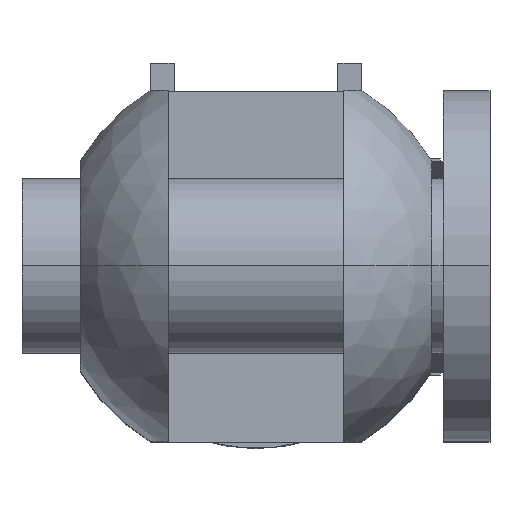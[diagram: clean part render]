
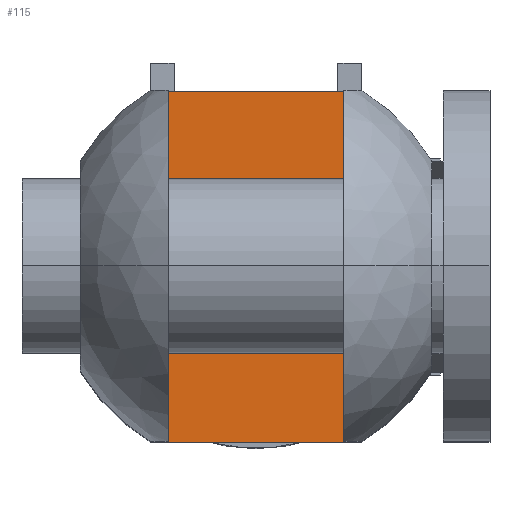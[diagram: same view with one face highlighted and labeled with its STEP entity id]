
A CAD part, top view. The second image highlights one B-rep face of the part: STEP entity #115.
In plain terms, the highlighted planar face has unit normal (0, 0, 1).
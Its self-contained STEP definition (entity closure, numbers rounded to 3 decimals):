
#115=ADVANCED_FACE('',(#264,#265),#266,.T.);
#264=FACE_BOUND('',#419,.T.);
#265=FACE_OUTER_BOUND('',#420,.T.);
#266=PLANE('',#421);
#419=EDGE_LOOP('',(#1005,#1006));
#420=EDGE_LOOP('',(#1007,#1008,#1009,#1010));
#421=AXIS2_PLACEMENT_3D('',#1011,#1012,#1013);
#1005=ORIENTED_EDGE('',*,*,#1113,.T.);
#1006=ORIENTED_EDGE('',*,*,#1105,.T.);
#1007=ORIENTED_EDGE('',*,*,#1242,.F.);
#1008=ORIENTED_EDGE('',*,*,#1240,.F.);
#1009=ORIENTED_EDGE('',*,*,#1238,.F.);
#1010=ORIENTED_EDGE('',*,*,#1232,.F.);
#1011=CARTESIAN_POINT('',(0.0,0.0,12.0));
#1012=DIRECTION('',(0.0,0.0,1.0));
#1013=DIRECTION('',(1.0,0.0,0.0));
#1105=EDGE_CURVE('',#1362,#1359,#1363,.T.);
#1113=EDGE_CURVE('',#1359,#1362,#1374,.T.);
#1232=EDGE_CURVE('',#1555,#1557,#1558,.T.);
#1238=EDGE_CURVE('',#1557,#1564,#1565,.T.);
#1240=EDGE_CURVE('',#1564,#1567,#1568,.T.);
#1242=EDGE_CURVE('',#1567,#1555,#1570,.T.);
#1359=VERTEX_POINT('',#1710);
#1362=VERTEX_POINT('',#1714);
#1363=CIRCLE('',#1715,2.459);
#1374=CIRCLE('',#1729,2.459);
#1555=VERTEX_POINT('',#1998);
#1557=VERTEX_POINT('',#2001);
#1558=LINE('',#2002,#2003);
#1564=VERTEX_POINT('',#2014);
#1565=LINE('',#2015,#2016);
#1567=VERTEX_POINT('',#2019);
#1568=LINE('',#2020,#2021);
#1570=LINE('',#2024,#2025);
#1710=CARTESIAN_POINT('',(0.,2.459,12.0));
#1714=CARTESIAN_POINT('',(0.,-2.459,12.0));
#1715=AXIS2_PLACEMENT_3D('',#2158,#2159,#2160);
#1729=AXIS2_PLACEMENT_3D('',#2176,#2177,#2178);
#1998=CARTESIAN_POINT('',(-3.0,-6.0,12.0));
#2001=CARTESIAN_POINT('',(-3.0,6.0,12.0));
#2002=CARTESIAN_POINT('',(-3.0,0.0,12.0));
#2003=VECTOR('',#2355,1.0);
#2014=CARTESIAN_POINT('',(3.0,6.0,12.0));
#2015=CARTESIAN_POINT('',(0.0,6.0,12.0));
#2016=VECTOR('',#2361,1.0);
#2019=CARTESIAN_POINT('',(3.0,-6.0,12.0));
#2020=CARTESIAN_POINT('',(3.0,0.0,12.0));
#2021=VECTOR('',#2363,1.0);
#2024=CARTESIAN_POINT('',(0.0,-6.0,12.0));
#2025=VECTOR('',#2365,1.0);
#2158=CARTESIAN_POINT('',(0.,0.0,12.0));
#2159=DIRECTION('',(0.0,0.0,-1.0));
#2160=DIRECTION('',(0.0,1.0,0.0));
#2176=CARTESIAN_POINT('',(0.,0.0,12.0));
#2177=DIRECTION('',(0.0,0.0,-1.0));
#2178=DIRECTION('',(0.0,1.0,0.0));
#2355=DIRECTION('',(0.0,1.0,0.0));
#2361=DIRECTION('',(1.0,0.0,-0.0));
#2363=DIRECTION('',(0.0,-1.0,0.0));
#2365=DIRECTION('',(-1.0,0.0,0.0));
